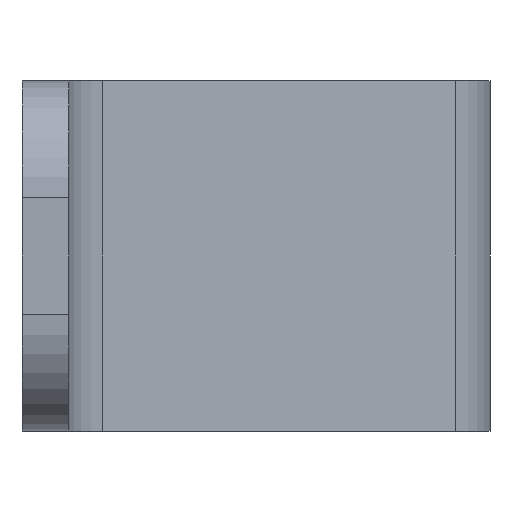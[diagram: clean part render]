
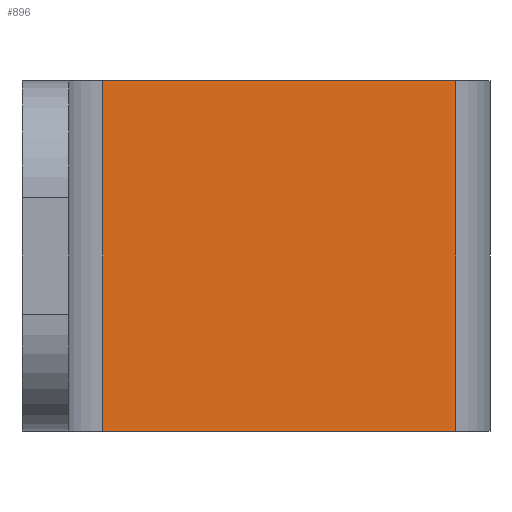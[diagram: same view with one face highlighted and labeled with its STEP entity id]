
A CAD part, front view. The second image highlights one B-rep face of the part: STEP entity #896.
In plain terms, the highlighted planar face has unit normal (0.707, -0.707, 0).
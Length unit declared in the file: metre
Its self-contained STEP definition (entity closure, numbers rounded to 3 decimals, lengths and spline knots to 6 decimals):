
#176=ORIENTED_EDGE('',*,*,#390,.F.);
#177=ORIENTED_EDGE('',*,*,#391,.T.);
#178=ORIENTED_EDGE('',*,*,#392,.T.);
#179=ORIENTED_EDGE('',*,*,#393,.T.);
#390=EDGE_CURVE('',#496,#497,#556,.T.);
#391=EDGE_CURVE('',#496,#498,#557,.T.);
#392=EDGE_CURVE('',#498,#499,#558,.T.);
#393=EDGE_CURVE('',#499,#497,#559,.F.);
#496=VERTEX_POINT('',#1460);
#497=VERTEX_POINT('',#1461);
#498=VERTEX_POINT('',#1463);
#499=VERTEX_POINT('',#1465);
#556=LINE('',#1459,#588);
#557=LINE('',#1462,#589);
#558=LINE('',#1464,#590);
#559=LINE('',#1466,#591);
#588=VECTOR('',#1171,1.);
#589=VECTOR('',#1172,1.);
#590=VECTOR('',#1173,1.);
#591=VECTOR('',#1174,1.);
#640=EDGE_LOOP('',(#176,#177,#178,#179));
#778=FACE_BOUND('',#640,.T.);
#886=PLANE('',#991);
#896=ADVANCED_FACE('',(#778),#886,.F.);
#991=AXIS2_PLACEMENT_3D('',#1458,#1169,#1170);
#1169=DIRECTION('',(-0.707,0.707,0.));
#1170=DIRECTION('',(-0.707,-0.707,0.));
#1171=DIRECTION('',(0.707,0.707,0.));
#1172=DIRECTION('',(0.,0.,-1.));
#1173=DIRECTION('',(0.707,0.707,0.));
#1174=DIRECTION('',(0.,0.,-1.));
#1458=CARTESIAN_POINT('',(-0.04755,0.01805,0.03));
#1459=CARTESIAN_POINT('',(-0.04755,0.01805,0.03));
#1460=CARTESIAN_POINT('',(-0.062671,0.002929,0.03));
#1461=CARTESIAN_POINT('',(-0.032429,0.033171,0.03));
#1462=CARTESIAN_POINT('',(-0.062671,0.002929,0.));
#1463=CARTESIAN_POINT('',(-0.062671,0.002929,0.));
#1464=CARTESIAN_POINT('',(-0.04755,0.01805,0.));
#1465=CARTESIAN_POINT('',(-0.032429,0.033171,0.));
#1466=CARTESIAN_POINT('',(-0.032429,0.033171,0.03));
